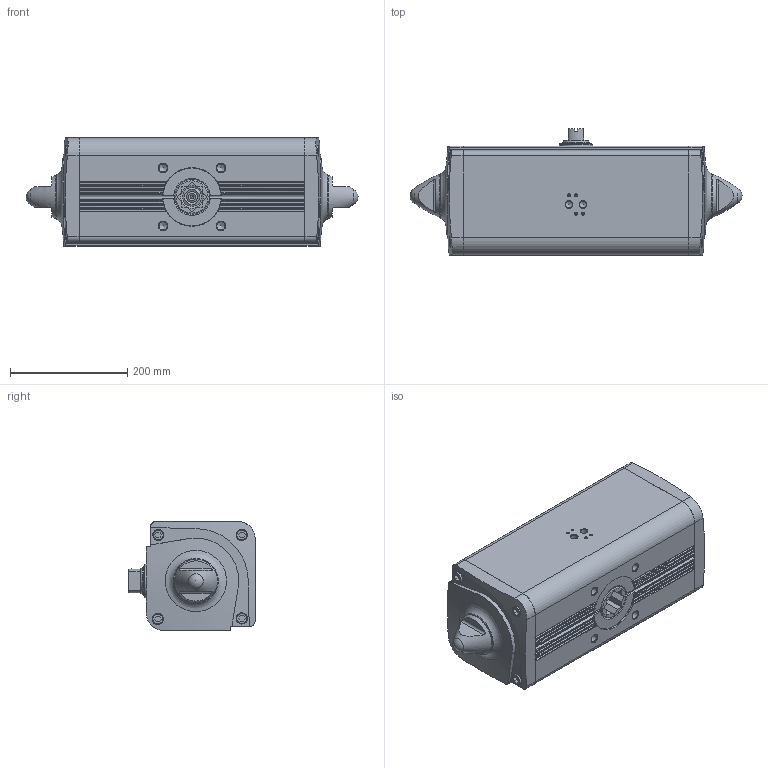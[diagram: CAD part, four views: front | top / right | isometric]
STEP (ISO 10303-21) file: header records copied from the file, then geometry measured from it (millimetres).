
FILE_DESCRIPTION(/* description */ ('Unknown'),/* implementation_level */ '2;1');
FILE_NAME(/* name */ 'DA16',/* time_stamp */ '2022-08-11T13:04:30+02:00',/* author */ ('Unknown'),/* organization */ ('Unknown'),/* preprocessor_version */ 'ST-DEVELOPER v16.7',/* originating_system */ 'Solid Edge',/* authorisation */ 'Unknown');
FILE_SCHEMA (('AUTOMOTIVE_DESIGN {1 0 10303 214 3 1 1}'));
Length unit declared in the file: millimetre
Products named in the file (2): DA_1440_F14; _DAN1440411S_new
Assembly tree (1 placements, depth 2):
  DA_1440_F14
    _DAN1440411S_new
Bounding box: 567 x 216 x 186 mm (x, y, z)
Volume: 14813479.4 mm3; surface area: 521920.8 mm2
Topology: 1 solids, 1 shells, 398 faces, 1033 edges, 676 vertices
Faces by surface type: plane 196, cylinder 123, cone 50, torus 23, sphere 6
Full cylindrical faces by diameter (mm): 2.5 x2, 4.134 x8, 4.917 x1, 11.445 x2, 13.835 x4, 18 x8, 38.9 x1, 45 x1, 50.8 x1, 57 x1, 59 x1, 140 x2
Entity records: 14455 total; most frequent: CARTESIAN_POINT 2438, DIRECTION 1904, ORIENTED_EDGE 1766, EDGE_CURVE 883, AXIS2_PLACEMENT_3D 711, VERTEX_POINT 647, FACE_BOUND 558, EDGE_LOOP 542
